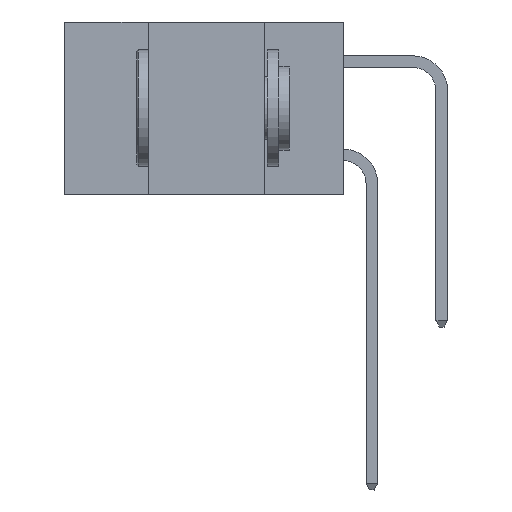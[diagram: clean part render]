
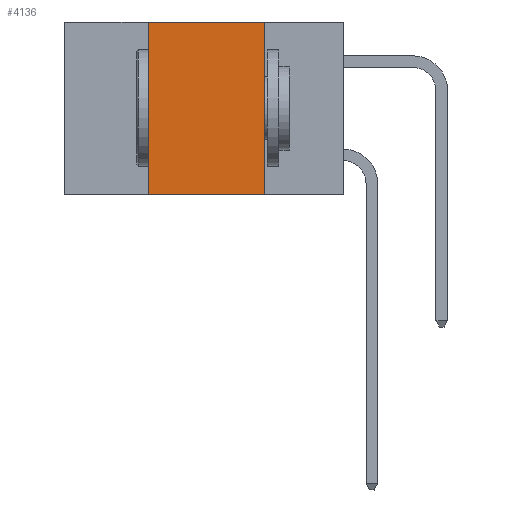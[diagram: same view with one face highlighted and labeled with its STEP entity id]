
A CAD part, left-side view. The second image highlights one B-rep face of the part: STEP entity #4136.
In plain terms, the highlighted planar face has unit normal (-1, 0, 0).
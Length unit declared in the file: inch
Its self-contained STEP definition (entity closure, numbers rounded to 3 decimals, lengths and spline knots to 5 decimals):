
#381 = DIRECTION ( 'NONE',  ( 0., -1., 0. ) ) ;
#822 = VECTOR ( 'NONE', #1141, 39.37008 ) ;
#1141 = DIRECTION ( 'NONE',  ( 0., 0., 1. ) ) ;
#1270 = CARTESIAN_POINT ( 'NONE',  ( 0., 0.42, -0.37 ) ) ;
#1877 = ORIENTED_EDGE ( 'NONE', *, *, #10240, .T. ) ;
#3425 = ORIENTED_EDGE ( 'NONE', *, *, #3841, .F. ) ;
#3841 = EDGE_CURVE ( 'NONE', #24452, #6155, #25777, .T. ) ;
#4136 = ADVANCED_FACE ( 'NONE', ( #18729 ), #12963, .F. ) ;
#5007 = CARTESIAN_POINT ( 'NONE',  ( 0., 0.42, -0.37 ) ) ;
#5724 = VECTOR ( 'NONE', #8388, 39.37008 ) ;
#6155 = VERTEX_POINT ( 'NONE', #25465 ) ;
#7172 = VECTOR ( 'NONE', #381, 39.37008 ) ;
#8062 = ORIENTED_EDGE ( 'NONE', *, *, #8182, .F. ) ;
#8182 = EDGE_CURVE ( 'NONE', #6155, #25720, #10524, .T. ) ;
#8388 = DIRECTION ( 'NONE',  ( 0., 0., -1. ) ) ;
#8492 = VECTOR ( 'NONE', #21428, 39.37008 ) ;
#10240 = EDGE_CURVE ( 'NONE', #24452, #14701, #17192, .T. ) ;
#10524 = LINE ( 'NONE', #22518, #7172 ) ;
#10998 = DIRECTION ( 'NONE',  ( 1., 0., 0. ) ) ;
#11047 = CARTESIAN_POINT ( 'NONE',  ( 0., 0.17, -0.37 ) ) ;
#12963 = PLANE ( 'NONE',  #24821 ) ;
#14701 = VERTEX_POINT ( 'NONE', #11047 ) ;
#15459 = CARTESIAN_POINT ( 'NONE',  ( 0., 0.17, 0. ) ) ;
#16629 = DIRECTION ( 'NONE',  ( 0., 0., -1. ) ) ;
#16925 = CARTESIAN_POINT ( 'NONE',  ( 0., 0.6, -0.37 ) ) ;
#17192 = LINE ( 'NONE', #16925, #8492 ) ;
#17864 = ORIENTED_EDGE ( 'NONE', *, *, #18783, .F. ) ;
#18363 = LINE ( 'NONE', #18614, #5724 ) ;
#18614 = CARTESIAN_POINT ( 'NONE',  ( 0., 0.17, -0.37 ) ) ;
#18729 = FACE_OUTER_BOUND ( 'NONE', #22353, .T. ) ;
#18783 = EDGE_CURVE ( 'NONE', #25720, #14701, #18363, .T. ) ;
#21428 = DIRECTION ( 'NONE',  ( 0., -1., 0. ) ) ;
#22353 = EDGE_LOOP ( 'NONE', ( #17864, #8062, #3425, #1877 ) ) ;
#22518 = CARTESIAN_POINT ( 'NONE',  ( 0., 0.6, 0. ) ) ;
#24452 = VERTEX_POINT ( 'NONE', #5007 ) ;
#24821 = AXIS2_PLACEMENT_3D ( 'NONE', #25098, #10998, #16629 ) ;
#25098 = CARTESIAN_POINT ( 'NONE',  ( 0., 0.6, 0. ) ) ;
#25465 = CARTESIAN_POINT ( 'NONE',  ( 0., 0.42, 0. ) ) ;
#25720 = VERTEX_POINT ( 'NONE', #15459 ) ;
#25777 = LINE ( 'NONE', #1270, #822 ) ;
